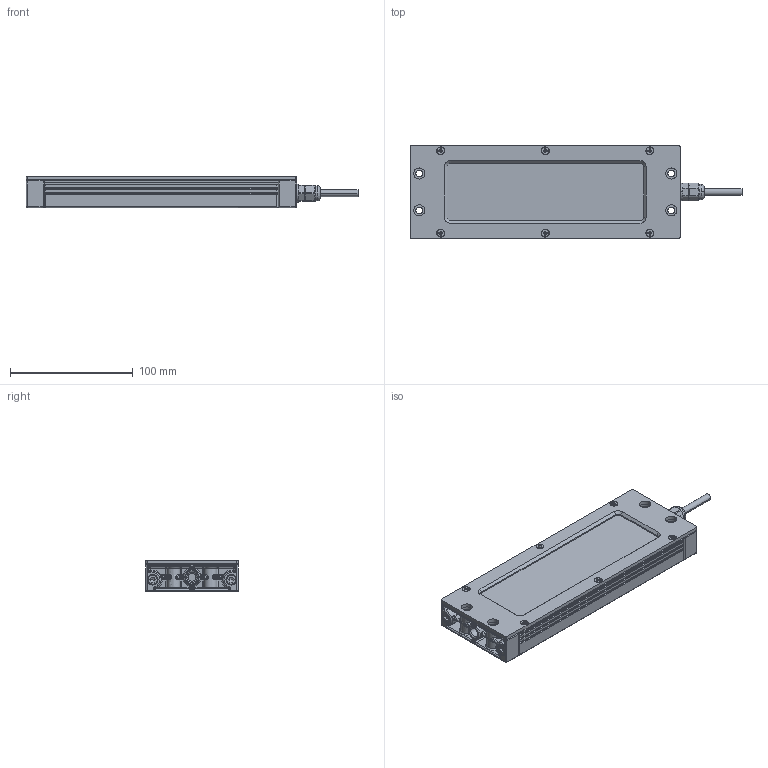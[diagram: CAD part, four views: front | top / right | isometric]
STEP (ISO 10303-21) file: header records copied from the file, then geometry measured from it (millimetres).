
FILE_DESCRIPTION((''),'2;1');
FILE_NAME('NLUP05DC SERIES.stp','2023-11-29T16:14:58',(''),(''),'Mechanical Desktop 2011','Mechanical Desktop 2011',', , ');
FILE_SCHEMA(('CONFIG_CONTROL_DESIGN'));
Length unit declared in the file: millimetre
Products named in the file (1): Product
Bounding box: 270 x 75 x 26 mm (x, y, z)
Volume: 368524.9 mm3; surface area: 99154.1 mm2
Topology: 18 solids, 18 shells, 1119 faces, 2726 edges, 1577 vertices
Faces by surface type: bspline 461, cylinder 293, plane 253, cone 76, torus 27, sphere 9
Full cylindrical faces by diameter (mm): 9.865 x7, 11.489 x7
Entity records: 44570 total; most frequent: CARTESIAN_POINT 20218, ORIENTED_EDGE 5260, DIRECTION 4799, EDGE_CURVE 2630, AXIS2_PLACEMENT_3D 1752, VERTEX_POINT 1577, VECTOR 1295, LINE 1295
